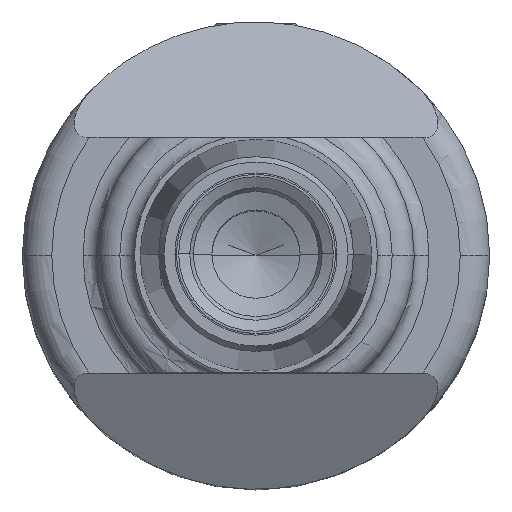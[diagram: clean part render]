
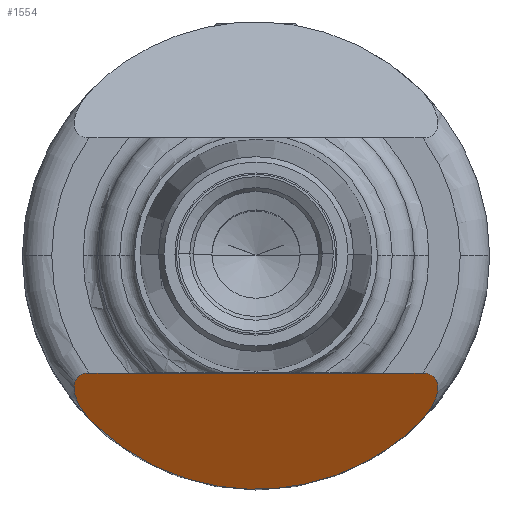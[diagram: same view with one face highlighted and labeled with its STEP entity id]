
A CAD part, top view. The second image highlights one B-rep face of the part: STEP entity #1554.
In plain terms, the highlighted planar face has unit normal (0, -0.5, 0.866).
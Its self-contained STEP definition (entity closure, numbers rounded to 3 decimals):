
#718=VERTEX_POINT('NONE',#1922);
#798=VERTEX_POINT('NONE',#2006);
#916=EDGE_CURVE('NONE',#718,#798,#2137,.T.);
#968=EDGE_CURVE('NONE',#1764,#1126,#2197,.T.);
#1126=VERTEX_POINT('NONE',#2376);
#1212=VERTEX_POINT('NONE',#2469);
#1216=EDGE_CURVE('NONE',#1568,#1212,#2473,.T.);
#1554=ADVANCED_FACE('NONE',(#2850),#2851,.F.);
#1568=VERTEX_POINT('NONE',#2866);
#1620=EDGE_CURVE('NONE',#1126,#718,#2925,.F.);
#1630=EDGE_CURVE('NONE',#1212,#1764,#2936,.F.);
#1680=EDGE_CURVE('NONE',#1568,#798,#2994,.F.);
#1764=VERTEX_POINT('NONE',#3087);
#1922=CARTESIAN_POINT('',(-22.691,-15.975,-18.0));
#2006=CARTESIAN_POINT('',(-21.989,-22.903,-22.0));
#2137=B_SPLINE_CURVE_WITH_KNOTS('',3,(#3869,#3870,#3871,#3872,#3873,#3874,#3875,#3876,#3877,#3878,#3879,#3880,#3881,#3882,#3883,#3884,#3885,#3886,#3887,#3888,#3889,#3890,#3891,#3892,#3893,#3894,#3895,#3896,#3897,#3898,#3899,#3900),.UNSPECIFIED.,.F.,.F.,(4,2,2,2,2,2,2,2,2,2,2,2,2,2,2,4),(21.197,22.577,23.242,23.908,24.368,24.827,25.269,25.711,26.2,26.689,27.436,28.182,30.925,32.296,33.668,35.204),.UNSPECIFIED.);
#2197=LINE('',#4026,#4027);
#2376=CARTESIAN_POINT('',(-17.235,-15.975,-18.0));
#2469=CARTESIAN_POINT('',(22.691,-15.975,-18.0));
#2473=B_SPLINE_CURVE_WITH_KNOTS('',3,(#4743,#4744,#4745,#4746,#4747,#4748,#4749,#4750,#4751,#4752,#4753,#4754,#4755,#4756,#4757,#4758,#4759,#4760,#4761,#4762,#4763,#4764,#4765,#4766,#4767,#4768,#4769,#4770,#4771,#4772,#4773,#4774),.UNSPECIFIED.,.F.,.F.,(4,2,2,2,2,2,2,2,2,2,2,2,2,2,2,4),(75.911,77.448,78.819,80.19,82.933,83.679,84.426,84.915,85.404,85.846,86.288,86.748,87.207,87.873,88.539,89.918),.UNSPECIFIED.);
#2850=FACE_OUTER_BOUND('',#5465,.T.);
#2851=PLANE('',#5466);
#2866=CARTESIAN_POINT('',(21.989,-22.903,-22.0));
#2925=LINE('',#5559,#5560);
#2936=LINE('',#5576,#5577);
#2994=ELLIPSE('',#5680,36.662,31.75);
#3087=CARTESIAN_POINT('',(17.235,-15.975,-18.0));
#3869=CARTESIAN_POINT('',(-20.237,-16.556,-18.335));
#3870=CARTESIAN_POINT('',(-20.695,-16.375,-18.231));
#3871=CARTESIAN_POINT('',(-21.164,-16.217,-18.14));
#3872=CARTESIAN_POINT('',(-21.822,-16.063,-18.051));
#3873=CARTESIAN_POINT('',(-22.061,-16.019,-18.026));
#3874=CARTESIAN_POINT('',(-22.542,-15.971,-17.998));
#3875=CARTESIAN_POINT('',(-22.784,-15.968,-17.996));
#3876=CARTESIAN_POINT('',(-23.156,-16.006,-18.018));
#3877=CARTESIAN_POINT('',(-23.321,-16.036,-18.035));
#3878=CARTESIAN_POINT('',(-23.633,-16.133,-18.091));
#3879=CARTESIAN_POINT('',(-23.781,-16.201,-18.131));
#3880=CARTESIAN_POINT('',(-24.024,-16.353,-18.218));
#3881=CARTESIAN_POINT('',(-24.141,-16.449,-18.274));
#3882=CARTESIAN_POINT('',(-24.339,-16.666,-18.399));
#3883=CARTESIAN_POINT('',(-24.421,-16.787,-18.469));
#3884=CARTESIAN_POINT('',(-24.549,-17.032,-18.61));
#3885=CARTESIAN_POINT('',(-24.604,-17.179,-18.695));
#3886=CARTESIAN_POINT('',(-24.68,-17.479,-18.869));
#3887=CARTESIAN_POINT('',(-24.702,-17.634,-18.958));
#3888=CARTESIAN_POINT('',(-24.724,-17.99,-19.163));
#3889=CARTESIAN_POINT('',(-24.713,-18.226,-19.299));
#3890=CARTESIAN_POINT('',(-24.645,-18.693,-19.569));
#3891=CARTESIAN_POINT('',(-24.589,-18.925,-19.703));
#3892=CARTESIAN_POINT('',(-24.292,-19.899,-20.265));
#3893=CARTESIAN_POINT('',(-23.865,-20.673,-20.712));
#3894=CARTESIAN_POINT('',(-23.063,-21.754,-21.336));
#3895=CARTESIAN_POINT('',(-22.768,-22.101,-21.537));
#3896=CARTESIAN_POINT('',(-22.152,-22.755,-21.914));
#3897=CARTESIAN_POINT('',(-21.83,-23.062,-22.092));
#3898=CARTESIAN_POINT('',(-21.149,-23.659,-22.437));
#3899=CARTESIAN_POINT('',(-20.755,-23.975,-22.619));
#3900=CARTESIAN_POINT('',(-20.335,-24.279,-22.795));
#4026=CARTESIAN_POINT('',(31.75,-15.975,-18.0));
#4027=VECTOR('',#6333,1.0);
#4743=CARTESIAN_POINT('',(20.335,-24.279,-22.795));
#4744=CARTESIAN_POINT('',(20.755,-23.975,-22.619));
#4745=CARTESIAN_POINT('',(21.149,-23.659,-22.437));
#4746=CARTESIAN_POINT('',(21.83,-23.062,-22.092));
#4747=CARTESIAN_POINT('',(22.152,-22.755,-21.914));
#4748=CARTESIAN_POINT('',(22.768,-22.101,-21.537));
#4749=CARTESIAN_POINT('',(23.063,-21.754,-21.336));
#4750=CARTESIAN_POINT('',(23.865,-20.673,-20.712));
#4751=CARTESIAN_POINT('',(24.292,-19.899,-20.265));
#4752=CARTESIAN_POINT('',(24.589,-18.925,-19.703));
#4753=CARTESIAN_POINT('',(24.645,-18.693,-19.569));
#4754=CARTESIAN_POINT('',(24.713,-18.226,-19.299));
#4755=CARTESIAN_POINT('',(24.724,-17.99,-19.163));
#4756=CARTESIAN_POINT('',(24.702,-17.634,-18.958));
#4757=CARTESIAN_POINT('',(24.68,-17.479,-18.869));
#4758=CARTESIAN_POINT('',(24.604,-17.179,-18.695));
#4759=CARTESIAN_POINT('',(24.549,-17.032,-18.61));
#4760=CARTESIAN_POINT('',(24.421,-16.787,-18.469));
#4761=CARTESIAN_POINT('',(24.339,-16.666,-18.399));
#4762=CARTESIAN_POINT('',(24.141,-16.449,-18.274));
#4763=CARTESIAN_POINT('',(24.024,-16.353,-18.218));
#4764=CARTESIAN_POINT('',(23.781,-16.201,-18.131));
#4765=CARTESIAN_POINT('',(23.633,-16.133,-18.091));
#4766=CARTESIAN_POINT('',(23.321,-16.036,-18.035));
#4767=CARTESIAN_POINT('',(23.156,-16.006,-18.018));
#4768=CARTESIAN_POINT('',(22.784,-15.968,-17.996));
#4769=CARTESIAN_POINT('',(22.542,-15.971,-17.998));
#4770=CARTESIAN_POINT('',(22.061,-16.019,-18.026));
#4771=CARTESIAN_POINT('',(21.822,-16.063,-18.051));
#4772=CARTESIAN_POINT('',(21.164,-16.217,-18.14));
#4773=CARTESIAN_POINT('',(20.695,-16.375,-18.231));
#4774=CARTESIAN_POINT('',(20.237,-16.556,-18.335));
#5465=EDGE_LOOP('',(#7079,#7080,#7081,#7082,#7083,#7084));
#5466=AXIS2_PLACEMENT_3D('',#7085,#7086,#7087);
#5559=CARTESIAN_POINT('',(15.875,-15.975,-18.0));
#5560=VECTOR('',#7189,1.0);
#5576=CARTESIAN_POINT('',(15.875,-15.975,-18.0));
#5577=VECTOR('',#7200,1.0);
#5680=AXIS2_PLACEMENT_3D('',#7288,#7289,#7290);
#6333=DIRECTION('',(-1.0,0.,0.0));
#7079=ORIENTED_EDGE('',*,*,#916,.T.);
#7080=ORIENTED_EDGE('',*,*,#1680,.F.);
#7081=ORIENTED_EDGE('',*,*,#1216,.T.);
#7082=ORIENTED_EDGE('',*,*,#1630,.T.);
#7083=ORIENTED_EDGE('',*,*,#968,.T.);
#7084=ORIENTED_EDGE('',*,*,#1620,.T.);
#7085=CARTESIAN_POINT('',(31.75,-15.975,-18.0));
#7086=DIRECTION('',(0.,0.5,-0.866));
#7087=DIRECTION('',(1.0,0.,0.0));
#7189=DIRECTION('',(1.0,0.,-0.0));
#7200=DIRECTION('',(1.0,0.,-0.0));
#7288=CARTESIAN_POINT('',(0.0,0.0,-8.777));
#7289=DIRECTION('',(0.,-0.5,0.866));
#7290=DIRECTION('',(0.,0.866,0.5));
